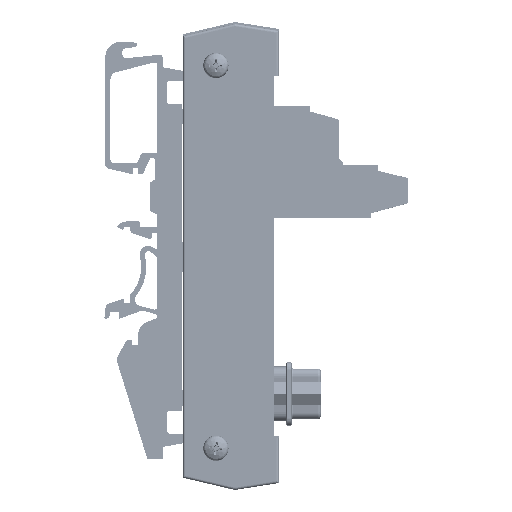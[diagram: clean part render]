
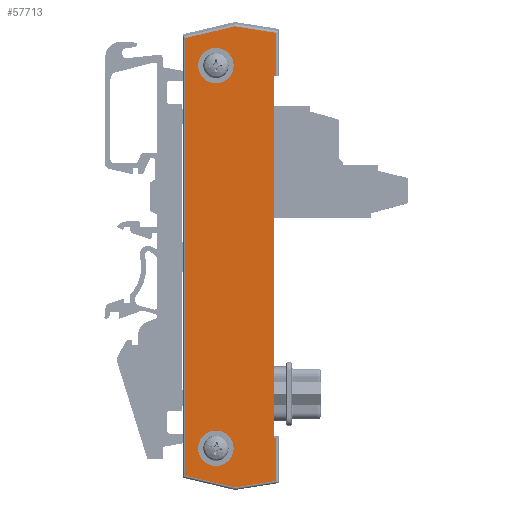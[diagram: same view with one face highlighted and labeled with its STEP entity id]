
A CAD part, left-side view. The second image highlights one B-rep face of the part: STEP entity #57713.
In plain terms, the highlighted face is planar.
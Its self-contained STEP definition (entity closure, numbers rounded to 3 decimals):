
#57252=CARTESIAN_POINT('',(-16.628,6.238,5.0));
#57253=VERTEX_POINT('',#57252);
#57260=CARTESIAN_POINT('',(54.672,6.238,5.0));
#57261=VERTEX_POINT('',#57260);
#57262=CARTESIAN_POINT('',(54.672,6.238,5.0));
#57263=DIRECTION('',(-1.0,0.0,0.0));
#57264=VECTOR('',#57263,71.3);
#57265=LINE('',#57262,#57264);
#57266=EDGE_CURVE('',#57261,#57253,#57265,.T.);
#57509=CARTESIAN_POINT('',(60.272,-5.162,5.0));
#57510=VERTEX_POINT('',#57509);
#57511=CARTESIAN_POINT('',(56.772,-5.162,5.0));
#57512=DIRECTION('',(0.0,0.0,-1.0));
#57513=DIRECTION('',(-1.0,0.0,0.0));
#57514=AXIS2_PLACEMENT_3D('',#57511,#57512,#57513);
#57515=CIRCLE('',#57514,3.5);
#57516=EDGE_CURVE('',#57510,#57510,#57515,.T.);
#57549=CARTESIAN_POINT('',(-15.228,-5.162,5.0));
#57550=VERTEX_POINT('',#57549);
#57551=CARTESIAN_POINT('',(-18.728,-5.162,5.0));
#57552=DIRECTION('',(0.0,0.0,-1.0));
#57553=DIRECTION('',(-1.0,0.0,0.0));
#57554=AXIS2_PLACEMENT_3D('',#57551,#57552,#57553);
#57555=CIRCLE('',#57554,3.5);
#57556=EDGE_CURVE('',#57550,#57550,#57555,.T.);
#57590=CARTESIAN_POINT('',(54.672,6.738,5.0));
#57591=VERTEX_POINT('',#57590);
#57592=CARTESIAN_POINT('',(54.672,6.738,5.0));
#57593=DIRECTION('',(0.0,-1.0,0.0));
#57594=VECTOR('',#57593,0.5);
#57595=LINE('',#57592,#57594);
#57596=EDGE_CURVE('',#57591,#57261,#57595,.T.);
#57621=CARTESIAN_POINT('',(-16.628,6.738,5.0));
#57622=VERTEX_POINT('',#57621);
#57630=CARTESIAN_POINT('',(-16.628,6.238,5.0));
#57631=DIRECTION('',(0.0,1.0,0.0));
#57632=VECTOR('',#57631,0.5);
#57633=LINE('',#57630,#57632);
#57634=EDGE_CURVE('',#57253,#57622,#57633,.T.);
#57643=CARTESIAN_POINT('',(19.022,-2.126,5.0));
#57644=DIRECTION('',(0.0,0.0,1.0));
#57645=DIRECTION('',(1.0,0.0,0.0));
#57646=AXIS2_PLACEMENT_3D('',#57643,#57644,#57645);
#57647=PLANE('',#57646);
#57648=ORIENTED_EDGE('',*,*,#57596,.T.);
#57649=ORIENTED_EDGE('',*,*,#57266,.T.);
#57650=ORIENTED_EDGE('',*,*,#57634,.T.);
#57651=CARTESIAN_POINT('',(-25.176,6.738,5.0));
#57652=VERTEX_POINT('',#57651);
#57653=CARTESIAN_POINT('',(-25.176,6.738,5.0));
#57654=DIRECTION('',(1.0,0.0,0.0));
#57655=VECTOR('',#57654,8.548);
#57656=LINE('',#57653,#57655);
#57657=EDGE_CURVE('',#57652,#57622,#57656,.T.);
#57658=ORIENTED_EDGE('',*,*,#57657,.F.);
#57659=CARTESIAN_POINT('',(-26.459,-1.405,5.0));
#57660=VERTEX_POINT('',#57659);
#57661=CARTESIAN_POINT('',(-26.459,-1.405,5.0));
#57662=DIRECTION('',(0.156,0.988,0.0));
#57663=VECTOR('',#57662,8.244);
#57664=LINE('',#57661,#57663);
#57665=EDGE_CURVE('',#57660,#57652,#57664,.T.);
#57666=ORIENTED_EDGE('',*,*,#57665,.F.);
#57667=CARTESIAN_POINT('',(-24.157,-11.162,5.0));
#57668=VERTEX_POINT('',#57667);
#57669=CARTESIAN_POINT('',(-24.157,-11.162,5.0));
#57670=DIRECTION('',(-0.23,0.973,0.0));
#57671=VECTOR('',#57670,10.024);
#57672=LINE('',#57669,#57671);
#57673=EDGE_CURVE('',#57668,#57660,#57672,.T.);
#57674=ORIENTED_EDGE('',*,*,#57673,.F.);
#57675=CARTESIAN_POINT('',(62.201,-11.162,5.0));
#57676=VERTEX_POINT('',#57675);
#57677=CARTESIAN_POINT('',(62.201,-11.162,5.0));
#57678=DIRECTION('',(-1.0,0.0,0.0));
#57679=VECTOR('',#57678,86.358);
#57680=LINE('',#57677,#57679);
#57681=EDGE_CURVE('',#57676,#57668,#57680,.T.);
#57682=ORIENTED_EDGE('',*,*,#57681,.F.);
#57683=CARTESIAN_POINT('',(64.503,-1.405,5.0));
#57684=VERTEX_POINT('',#57683);
#57685=CARTESIAN_POINT('',(64.503,-1.405,5.0));
#57686=DIRECTION('',(-0.23,-0.973,0.0));
#57687=VECTOR('',#57686,10.024);
#57688=LINE('',#57685,#57687);
#57689=EDGE_CURVE('',#57684,#57676,#57688,.T.);
#57690=ORIENTED_EDGE('',*,*,#57689,.F.);
#57691=CARTESIAN_POINT('',(63.22,6.738,5.0));
#57692=VERTEX_POINT('',#57691);
#57693=CARTESIAN_POINT('',(63.22,6.738,5.0));
#57694=DIRECTION('',(0.156,-0.988,0.0));
#57695=VECTOR('',#57694,8.244);
#57696=LINE('',#57693,#57695);
#57697=EDGE_CURVE('',#57692,#57684,#57696,.T.);
#57698=ORIENTED_EDGE('',*,*,#57697,.F.);
#57699=CARTESIAN_POINT('',(54.672,6.738,5.0));
#57700=DIRECTION('',(1.0,0.0,0.0));
#57701=VECTOR('',#57700,8.548);
#57702=LINE('',#57699,#57701);
#57703=EDGE_CURVE('',#57591,#57692,#57702,.T.);
#57704=ORIENTED_EDGE('',*,*,#57703,.F.);
#57705=EDGE_LOOP('',(#57648,#57649,#57650,#57658,#57666,#57674,#57682,#57690,#57698,#57704));
#57706=FACE_OUTER_BOUND('',#57705,.T.);
#57707=ORIENTED_EDGE('',*,*,#57516,.T.);
#57708=EDGE_LOOP('',(#57707));
#57709=FACE_BOUND('',#57708,.T.);
#57710=ORIENTED_EDGE('',*,*,#57556,.T.);
#57711=EDGE_LOOP('',(#57710));
#57712=FACE_BOUND('',#57711,.T.);
#57713=ADVANCED_FACE('',(#57706,#57709,#57712),#57647,.T.);
